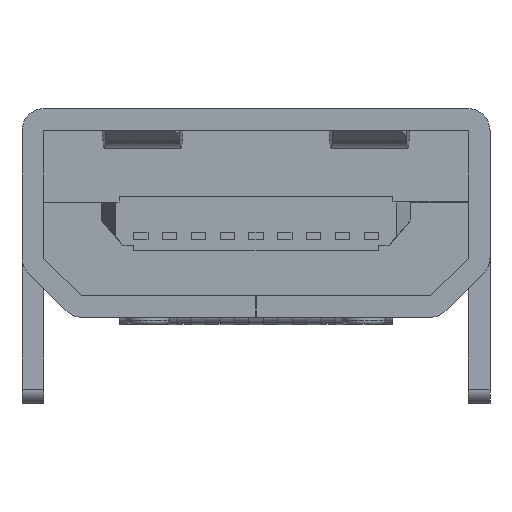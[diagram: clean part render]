
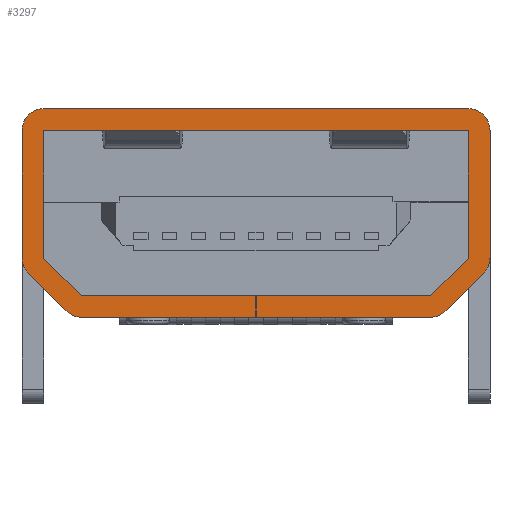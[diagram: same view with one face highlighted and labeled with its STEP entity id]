
A CAD part, front view. The second image highlights one B-rep face of the part: STEP entity #3297.
In plain terms, the highlighted planar face has unit normal (0, -1, 0).
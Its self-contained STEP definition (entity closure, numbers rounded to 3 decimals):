
#3297=ADVANCED_FACE('',(#6588),#6589,.T.);
#6588=FACE_OUTER_BOUND('',#10000,.T.);
#6589=PLANE('',#10001);
#10000=EDGE_LOOP('',(#20188,#20189,#20190,#20191,#20192,#20193,#20194,#20195,#20196,#20197,#20198,#20199,#20200,#20201,#20202,#20203,#20204,#20205,#20206,#20207,#20208,#20209,#20210,#20211,#20212,#20213,#20214,#20215));
#10001=AXIS2_PLACEMENT_3D('',#20216,#20217,#20218);
#20188=ORIENTED_EDGE('',*,*,#25023,.F.);
#20189=ORIENTED_EDGE('',*,*,#25024,.F.);
#20190=ORIENTED_EDGE('',*,*,#25025,.F.);
#20191=ORIENTED_EDGE('',*,*,#25026,.F.);
#20192=ORIENTED_EDGE('',*,*,#24473,.F.);
#20193=ORIENTED_EDGE('',*,*,#25027,.F.);
#20194=ORIENTED_EDGE('',*,*,#25028,.F.);
#20195=ORIENTED_EDGE('',*,*,#25029,.F.);
#20196=ORIENTED_EDGE('',*,*,#25030,.F.);
#20197=ORIENTED_EDGE('',*,*,#25031,.T.);
#20198=ORIENTED_EDGE('',*,*,#25032,.T.);
#20199=ORIENTED_EDGE('',*,*,#25033,.T.);
#20200=ORIENTED_EDGE('',*,*,#25034,.T.);
#20201=ORIENTED_EDGE('',*,*,#25035,.T.);
#20202=ORIENTED_EDGE('',*,*,#25036,.T.);
#20203=ORIENTED_EDGE('',*,*,#25037,.T.);
#20204=ORIENTED_EDGE('',*,*,#25038,.T.);
#20205=ORIENTED_EDGE('',*,*,#25039,.T.);
#20206=ORIENTED_EDGE('',*,*,#24423,.T.);
#20207=ORIENTED_EDGE('',*,*,#24389,.T.);
#20208=ORIENTED_EDGE('',*,*,#24386,.T.);
#20209=ORIENTED_EDGE('',*,*,#25040,.T.);
#20210=ORIENTED_EDGE('',*,*,#25041,.T.);
#20211=ORIENTED_EDGE('',*,*,#25042,.F.);
#20212=ORIENTED_EDGE('',*,*,#25043,.F.);
#20213=ORIENTED_EDGE('',*,*,#25044,.F.);
#20214=ORIENTED_EDGE('',*,*,#25045,.F.);
#20215=ORIENTED_EDGE('',*,*,#25046,.F.);
#20216=CARTESIAN_POINT('',(2.55,-5.8,-1.4));
#20217=DIRECTION('',(0.0,-1.0,0.0));
#20218=DIRECTION('',(0.0,0.0,-1.0));
#24386=EDGE_CURVE('',#30414,#30419,#30421,.T.);
#24389=EDGE_CURVE('',#30425,#30414,#30426,.F.);
#24423=EDGE_CURVE('',#30486,#30425,#30487,.T.);
#24473=EDGE_CURVE('',#30577,#30579,#30580,.T.);
#25023=EDGE_CURVE('',#31390,#31391,#31392,.T.);
#25024=EDGE_CURVE('',#31393,#31390,#31394,.F.);
#25025=EDGE_CURVE('',#31395,#31393,#31396,.T.);
#25026=EDGE_CURVE('',#30579,#31395,#31397,.F.);
#25027=EDGE_CURVE('',#31398,#30577,#31399,.F.);
#25028=EDGE_CURVE('',#31400,#31398,#31401,.T.);
#25029=EDGE_CURVE('',#31402,#31400,#31403,.F.);
#25030=EDGE_CURVE('',#31404,#31402,#31405,.T.);
#25031=EDGE_CURVE('',#31404,#31406,#31407,.T.);
#25032=EDGE_CURVE('',#31406,#31408,#31409,.T.);
#25033=EDGE_CURVE('',#31408,#31410,#31411,.F.);
#25034=EDGE_CURVE('',#31410,#31412,#31413,.T.);
#25035=EDGE_CURVE('',#31412,#31414,#31415,.F.);
#25036=EDGE_CURVE('',#31414,#31416,#31417,.T.);
#25037=EDGE_CURVE('',#31416,#31418,#31419,.F.);
#25038=EDGE_CURVE('',#31418,#31420,#31421,.T.);
#25039=EDGE_CURVE('',#31420,#30486,#31422,.F.);
#25040=EDGE_CURVE('',#30419,#31423,#31424,.F.);
#25041=EDGE_CURVE('',#31423,#31425,#31426,.T.);
#25042=EDGE_CURVE('',#31427,#31425,#31428,.T.);
#25043=EDGE_CURVE('',#31429,#31427,#31430,.T.);
#25044=EDGE_CURVE('',#31431,#31429,#31432,.F.);
#25045=EDGE_CURVE('',#31433,#31431,#31434,.T.);
#25046=EDGE_CURVE('',#31391,#31433,#31435,.F.);
#30414=VERTEX_POINT('',#39202);
#30419=VERTEX_POINT('',#39209);
#30421=LINE('',#39212,#39213);
#30425=VERTEX_POINT('',#39217);
#30426=CIRCLE('',#39218,0.31);
#30486=VERTEX_POINT('',#39296);
#30487=LINE('',#39297,#39298);
#30577=VERTEX_POINT('',#39415);
#30579=VERTEX_POINT('',#39418);
#30580=LINE('',#39419,#39420);
#31390=VERTEX_POINT('',#40478);
#31391=VERTEX_POINT('',#40479);
#31392=LINE('',#40480,#40481);
#31393=VERTEX_POINT('',#40482);
#31394=CIRCLE('',#40483,0.01);
#31395=VERTEX_POINT('',#40484);
#31396=LINE('',#40485,#40486);
#31397=CIRCLE('',#40487,0.01);
#31398=VERTEX_POINT('',#40488);
#31399=CIRCLE('',#40489,0.01);
#31400=VERTEX_POINT('',#40490);
#31401=LINE('',#40491,#40492);
#31402=VERTEX_POINT('',#40493);
#31403=CIRCLE('',#40494,0.01);
#31404=VERTEX_POINT('',#40495);
#31405=LINE('',#40496,#40497);
#31406=VERTEX_POINT('',#40498);
#31407=LINE('',#40499,#40500);
#31408=VERTEX_POINT('',#40501);
#31409=LINE('',#40502,#40503);
#31410=VERTEX_POINT('',#40504);
#31411=CIRCLE('',#40505,0.31);
#31412=VERTEX_POINT('',#40506);
#31413=LINE('',#40507,#40508);
#31414=VERTEX_POINT('',#40509);
#31415=CIRCLE('',#40510,0.31);
#31416=VERTEX_POINT('',#40511);
#31417=LINE('',#40512,#40513);
#31418=VERTEX_POINT('',#40514);
#31419=CIRCLE('',#40515,0.31);
#31420=VERTEX_POINT('',#40516);
#31421=LINE('',#40517,#40518);
#31422=CIRCLE('',#40519,0.31);
#31423=VERTEX_POINT('',#40520);
#31424=CIRCLE('',#40521,0.31);
#31425=VERTEX_POINT('',#40522);
#31426=LINE('',#40523,#40524);
#31427=VERTEX_POINT('',#40525);
#31428=LINE('',#40526,#40527);
#31429=VERTEX_POINT('',#40528);
#31430=LINE('',#40529,#40530);
#31431=VERTEX_POINT('',#40531);
#31432=CIRCLE('',#40532,0.01);
#31433=VERTEX_POINT('',#40533);
#31434=LINE('',#40534,#40535);
#31435=CIRCLE('',#40536,0.01);
#39202=CARTESIAN_POINT('',(-3.159,-5.8,-0.791));
#39209=CARTESIAN_POINT('',(-2.641,-5.8,-1.309));
#39212=CARTESIAN_POINT('',(-2.55,-5.8,-1.4));
#39213=VECTOR('',#43880,1000.0);
#39217=CARTESIAN_POINT('',(-3.25,-5.8,-0.572));
#39218=AXIS2_PLACEMENT_3D('',#43884,#43885,#43886);
#39296=CARTESIAN_POINT('',(-3.25,-5.8,1.19));
#39297=CARTESIAN_POINT('',(-3.25,-5.8,-0.7));
#39298=VECTOR('',#43944,1000.0);
#39415=CARTESIAN_POINT('',(2.95,-5.8,-0.572));
#39418=CARTESIAN_POINT('',(2.95,-5.8,1.19));
#39419=CARTESIAN_POINT('',(2.95,-5.8,1.5));
#39420=VECTOR('',#44027,1000.0);
#40478=CARTESIAN_POINT('',(-2.95,-5.8,1.19));
#40479=CARTESIAN_POINT('',(-2.95,-5.8,-0.572));
#40480=CARTESIAN_POINT('',(-2.95,-5.8,-0.7));
#40481=VECTOR('',#44765,1000.0);
#40482=CARTESIAN_POINT('',(-2.94,-5.8,1.2));
#40483=AXIS2_PLACEMENT_3D('',#44766,#44767,#44768);
#40484=CARTESIAN_POINT('',(2.94,-5.8,1.2));
#40485=CARTESIAN_POINT('',(-3.25,-5.8,1.2));
#40486=VECTOR('',#44769,1000.0);
#40487=AXIS2_PLACEMENT_3D('',#44770,#44771,#44772);
#40488=CARTESIAN_POINT('',(2.947,-5.8,-0.579));
#40489=AXIS2_PLACEMENT_3D('',#44773,#44774,#44775);
#40490=CARTESIAN_POINT('',(2.429,-5.8,-1.097));
#40491=CARTESIAN_POINT('',(3.038,-5.8,-0.488));
#40492=VECTOR('',#44776,1000.0);
#40493=CARTESIAN_POINT('',(2.422,-5.8,-1.1));
#40494=AXIS2_PLACEMENT_3D('',#44777,#44778,#44779);
#40495=CARTESIAN_POINT('',(0.005,-5.8,-1.1));
#40496=CARTESIAN_POINT('',(2.55,-5.8,-1.1));
#40497=VECTOR('',#44780,1000.0);
#40498=CARTESIAN_POINT('',(0.005,-5.8,-1.4));
#40499=CARTESIAN_POINT('',(0.005,-5.8,-1.4));
#40500=VECTOR('',#44781,1000.0);
#40501=CARTESIAN_POINT('',(2.422,-5.8,-1.4));
#40502=CARTESIAN_POINT('',(2.55,-5.8,-1.4));
#40503=VECTOR('',#44782,1000.0);
#40504=CARTESIAN_POINT('',(2.641,-5.8,-1.309));
#40505=AXIS2_PLACEMENT_3D('',#44783,#44784,#44785);
#40506=CARTESIAN_POINT('',(3.159,-5.8,-0.791));
#40507=CARTESIAN_POINT('',(3.25,-5.8,-0.7));
#40508=VECTOR('',#44786,1000.0);
#40509=CARTESIAN_POINT('',(3.25,-5.8,-0.572));
#40510=AXIS2_PLACEMENT_3D('',#44787,#44788,#44789);
#40511=CARTESIAN_POINT('',(3.25,-5.8,1.19));
#40512=CARTESIAN_POINT('',(3.25,-5.8,1.5));
#40513=VECTOR('',#44790,1000.0);
#40514=CARTESIAN_POINT('',(2.94,-5.8,1.5));
#40515=AXIS2_PLACEMENT_3D('',#44791,#44792,#44793);
#40516=CARTESIAN_POINT('',(-2.94,-5.8,1.5));
#40517=CARTESIAN_POINT('',(-3.25,-5.8,1.5));
#40518=VECTOR('',#44794,1000.0);
#40519=AXIS2_PLACEMENT_3D('',#44795,#44796,#44797);
#40520=CARTESIAN_POINT('',(-2.422,-5.8,-1.4));
#40521=AXIS2_PLACEMENT_3D('',#44798,#44799,#44800);
#40522=CARTESIAN_POINT('',(-0.005,-5.8,-1.4));
#40523=CARTESIAN_POINT('',(-0.005,-5.8,-1.4));
#40524=VECTOR('',#44801,1000.0);
#40525=CARTESIAN_POINT('',(-0.005,-5.8,-1.1));
#40526=CARTESIAN_POINT('',(-0.005,-5.8,-1.4));
#40527=VECTOR('',#44802,1000.0);
#40528=CARTESIAN_POINT('',(-2.422,-5.8,-1.1));
#40529=CARTESIAN_POINT('',(-0.005,-5.8,-1.1));
#40530=VECTOR('',#44803,1000.0);
#40531=CARTESIAN_POINT('',(-2.429,-5.8,-1.097));
#40532=AXIS2_PLACEMENT_3D('',#44804,#44805,#44806);
#40533=CARTESIAN_POINT('',(-2.947,-5.8,-0.579));
#40534=CARTESIAN_POINT('',(-2.338,-5.8,-1.188));
#40535=VECTOR('',#44807,1000.0);
#40536=AXIS2_PLACEMENT_3D('',#44808,#44809,#44810);
#43880=DIRECTION('',(0.707,0.0,-0.707));
#43884=CARTESIAN_POINT('',(-2.94,-5.8,-0.572));
#43885=DIRECTION('',(0.0,1.0,0.0));
#43886=DIRECTION('',(0.0,0.0,1.0));
#43944=DIRECTION('',(0.0,0.0,-1.0));
#44027=DIRECTION('',(0.,0.0,1.0));
#44765=DIRECTION('',(0.0,0.0,-1.0));
#44766=CARTESIAN_POINT('',(-2.94,-5.8,1.19));
#44767=DIRECTION('',(0.0,1.0,0.0));
#44768=DIRECTION('',(0.0,0.0,1.0));
#44769=DIRECTION('',(-1.0,0.0,0.0));
#44770=CARTESIAN_POINT('',(2.94,-5.8,1.19));
#44771=DIRECTION('',(0.0,1.0,0.0));
#44772=DIRECTION('',(0.0,0.0,1.0));
#44773=CARTESIAN_POINT('',(2.94,-5.8,-0.572));
#44774=DIRECTION('',(0.0,1.0,0.0));
#44775=DIRECTION('',(0.0,0.0,1.0));
#44776=DIRECTION('',(0.707,0.0,0.707));
#44777=CARTESIAN_POINT('',(2.422,-5.8,-1.09));
#44778=DIRECTION('',(0.0,1.0,0.0));
#44779=DIRECTION('',(0.0,0.0,1.0));
#44780=DIRECTION('',(1.0,0.0,0.));
#44781=DIRECTION('',(0.,0.0,-1.0));
#44782=DIRECTION('',(1.0,0.0,0.));
#44783=CARTESIAN_POINT('',(2.422,-5.8,-1.09));
#44784=DIRECTION('',(0.0,1.0,0.0));
#44785=DIRECTION('',(0.0,0.0,1.0));
#44786=DIRECTION('',(0.707,0.0,0.707));
#44787=CARTESIAN_POINT('',(2.94,-5.8,-0.572));
#44788=DIRECTION('',(0.0,1.0,0.0));
#44789=DIRECTION('',(0.0,0.0,1.0));
#44790=DIRECTION('',(0.,0.0,1.0));
#44791=CARTESIAN_POINT('',(2.94,-5.8,1.19));
#44792=DIRECTION('',(0.0,1.0,0.0));
#44793=DIRECTION('',(0.0,0.0,1.0));
#44794=DIRECTION('',(-1.0,0.0,0.0));
#44795=CARTESIAN_POINT('',(-2.94,-5.8,1.19));
#44796=DIRECTION('',(0.0,1.0,0.0));
#44797=DIRECTION('',(0.0,0.0,1.0));
#44798=CARTESIAN_POINT('',(-2.422,-5.8,-1.09));
#44799=DIRECTION('',(0.0,1.0,0.0));
#44800=DIRECTION('',(0.0,0.0,1.0));
#44801=DIRECTION('',(1.0,0.0,0.));
#44802=DIRECTION('',(0.,0.0,-1.0));
#44803=DIRECTION('',(1.0,0.0,0.));
#44804=CARTESIAN_POINT('',(-2.422,-5.8,-1.09));
#44805=DIRECTION('',(0.0,1.0,0.0));
#44806=DIRECTION('',(0.0,0.0,1.0));
#44807=DIRECTION('',(0.707,0.0,-0.707));
#44808=CARTESIAN_POINT('',(-2.94,-5.8,-0.572));
#44809=DIRECTION('',(0.0,1.0,0.0));
#44810=DIRECTION('',(0.0,0.0,1.0));
